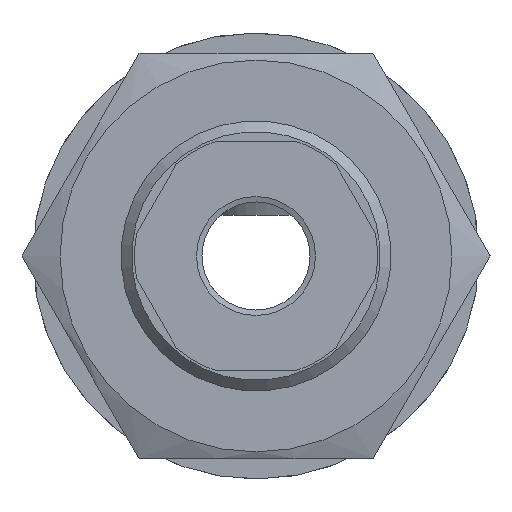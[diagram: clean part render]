
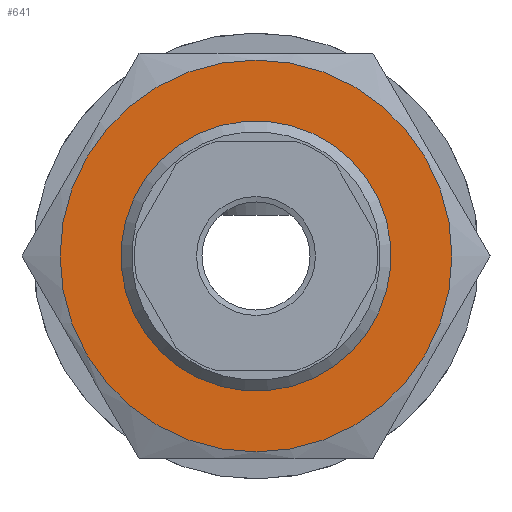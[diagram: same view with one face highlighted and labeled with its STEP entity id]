
A CAD part, front view. The second image highlights one B-rep face of the part: STEP entity #641.
In plain terms, the highlighted face is planar.
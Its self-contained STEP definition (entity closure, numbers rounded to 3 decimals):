
#641=ADVANCED_FACE('',(#998,#999),#1000,.F.);
#998=FACE_BOUND('',#1453,.T.);
#999=FACE_OUTER_BOUND('',#1454,.T.);
#1000=PLANE('',#1455);
#1453=EDGE_LOOP('',(#3051));
#1454=EDGE_LOOP('',(#3052));
#1455=AXIS2_PLACEMENT_3D('',#3053,#3054,#3055);
#3051=ORIENTED_EDGE('',*,*,#3899,.F.);
#3052=ORIENTED_EDGE('',*,*,#3890,.T.);
#3053=CARTESIAN_POINT('',(8.66,-15.0,0.0));
#3054=DIRECTION('',(0.0,0.0,-1.0));
#3055=DIRECTION('',(-1.0,0.0,0.0));
#3890=EDGE_CURVE('',#4230,#4230,#4231,.T.);
#3899=EDGE_CURVE('',#4243,#4243,#4244,.F.);
#4230=VERTEX_POINT('',#4762);
#4231=CIRCLE('',#4763,14.5);
#4243=VERTEX_POINT('',#4795);
#4244=CIRCLE('',#4796,9.25);
#4762=CARTESIAN_POINT('',(14.5,0.0,0.));
#4763=AXIS2_PLACEMENT_3D('',#5855,#5856,#5857);
#4795=CARTESIAN_POINT('',(-9.25,0.,0.0));
#4796=AXIS2_PLACEMENT_3D('',#5861,#5862,#5863);
#5855=CARTESIAN_POINT('',(0.0,0.0,0.));
#5856=DIRECTION('',(0.0,0.0,1.0));
#5857=DIRECTION('',(1.0,0.0,0.0));
#5861=CARTESIAN_POINT('',(0.,0.0,0.0));
#5862=DIRECTION('',(0.0,0.0,-1.0));
#5863=DIRECTION('',(-1.0,0.0,0.0));
